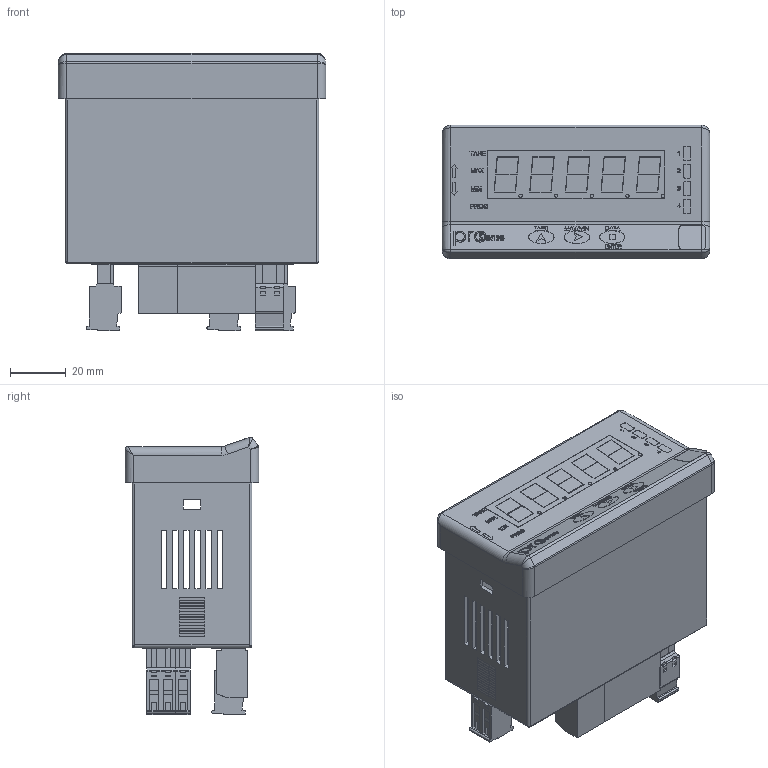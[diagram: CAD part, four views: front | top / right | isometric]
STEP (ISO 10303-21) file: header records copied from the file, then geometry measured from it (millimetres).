
FILE_DESCRIPTION (( 'STEP AP214' ), '1' );
FILE_NAME ('DPM3-AT-A2R-L.STEP', '2019-03-06T13:58:37', ( '' ), ( '' ), 'SwSTEP 2.0', 'SolidWorks 2017', '' );
FILE_SCHEMA (( 'AUTOMOTIVE_DESIGN' ));
Length unit declared in the file: inch
Products named in the file (1): DPM3-AT-A2R-L
Bounding box: 96 x 48 x 99.47 mm (x, y, z)
Volume: 92475 mm3; surface area: 67542.1 mm2
Topology: 10 solids, 10 shells, 2622 faces, 6849 edges, 4519 vertices
Faces by surface type: plane 2041, cylinder 368, bspline 191, cone 20, torus 2
Entity records: 122116 total; most frequent: CARTESIAN_POINT 23952, ORIENTED_EDGE 13678, DIRECTION 12039, EDGE_CURVE 6839, LINE 5739, VECTOR 5739, VERTEX_POINT 4519, AXIS2_PLACEMENT_3D 3150
